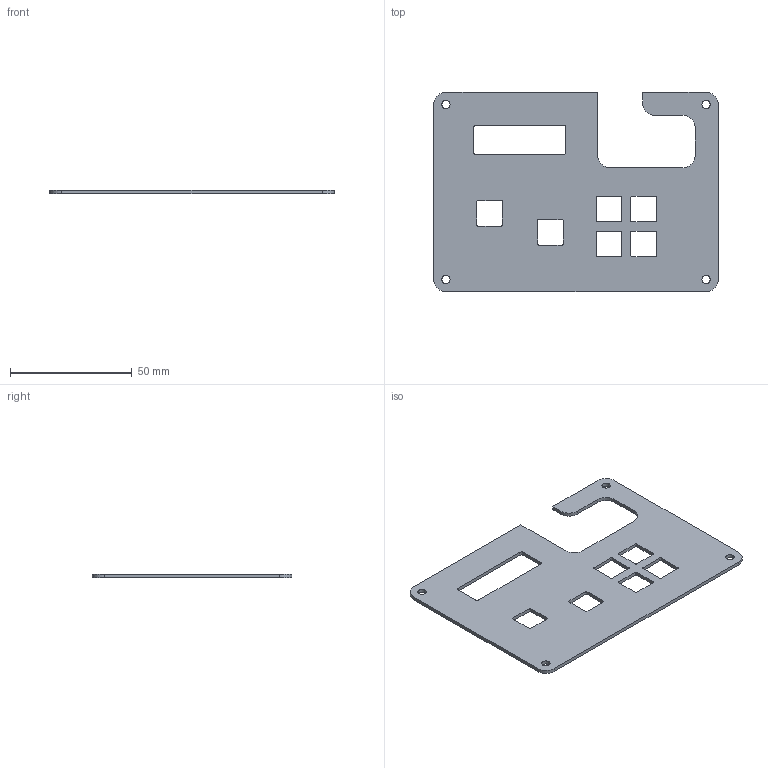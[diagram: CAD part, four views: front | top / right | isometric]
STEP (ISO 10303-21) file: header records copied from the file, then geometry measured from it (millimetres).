
FILE_DESCRIPTION(/* description */ (''),/* implementation_level */ '2;1');
FILE_NAME(/* name */ 'case_top_2.step',/* time_stamp */ '2026-01-05T17:35:47-08:00',/* author */ (''),/* organization */ (''),/* preprocessor_version */ 'ST-DEVELOPER v20.1',/* originating_system */ 'Autodesk Translation Framework v14.21.0.0',/* authorisation */ '');
FILE_SCHEMA (('AUTOMOTIVE_DESIGN { 1 0 10303 214 3 1 1 }'));
Length unit declared in the file: millimetre
Products named in the file (1): 2026-01-05-10-33-40-119
Bounding box: 117 x 82 x 1.5 mm (x, y, z)
Volume: 11091.5 mm3; surface area: 16101.2 mm2
Topology: 1 solids, 1 shells, 80 faces, 234 edges, 156 vertices
Faces by surface type: plane 40, cylinder 24, bspline 16
Full cylindrical faces by diameter (mm): 3.4 x4
Entity records: 2760 total; most frequent: CARTESIAN_POINT 679, ORIENTED_EDGE 468, DIRECTION 380, EDGE_CURVE 234, VERTEX_POINT 156, LINE 154, VECTOR 154, AXIS2_PLACEMENT_3D 113
